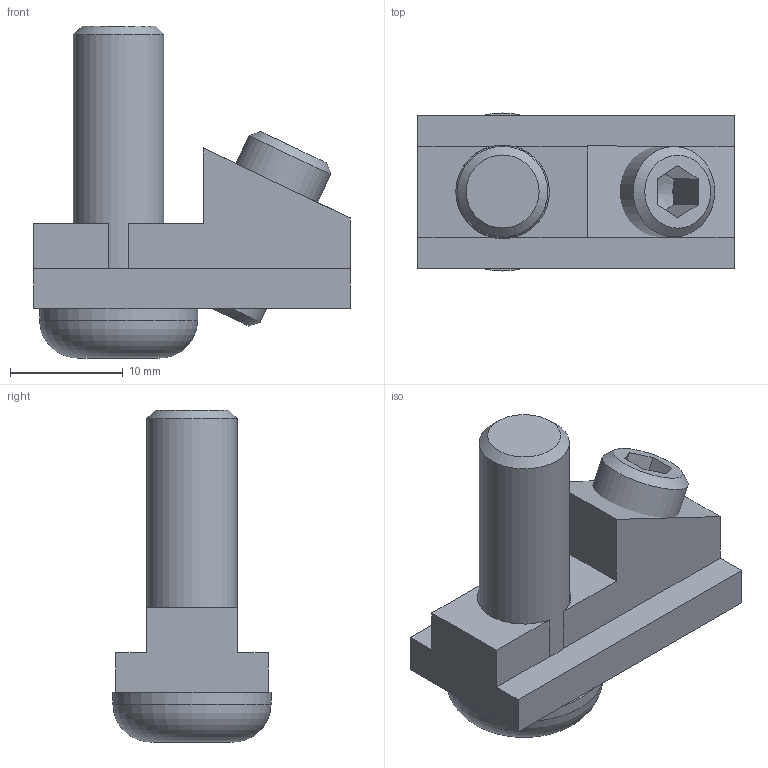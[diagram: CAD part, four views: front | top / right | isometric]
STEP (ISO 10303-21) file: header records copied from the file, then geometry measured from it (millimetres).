
FILE_DESCRIPTION(/* description */ (''),/* implementation_level */ '2;1');
FILE_NAME(/* name */ '214508.stp',/* time_stamp */ '2014-03-15T10:52:06+01:00',/* author */ ('jank'),/* organization */ ('Alutec K&K'),/* preprocessor_version */ 'ST-DEVELOPER v15.2',/* originating_system */ 'Autodesk Inventor 2014',/* authorisation */ '');
FILE_SCHEMA (('AUTOMOTIVE_DESIGN { 1 0 10303 214 3 1 1 }'));
Length unit declared in the file: millimetre
Products named in the file (1): 214508
Bounding box: 28 x 14 x 29.4 mm (x, y, z)
Volume: 4254.5 mm3; surface area: 3388.2 mm2
Topology: 3 solids, 3 shells, 44 faces, 108 edges, 70 vertices
Faces by surface type: plane 32, cylinder 5, cone 5, torus 2
Full cylindrical faces by diameter (mm): 6.647 x1, 8 x2, 8.3 x1, 14 x1
Entity records: 1215 total; most frequent: CARTESIAN_POINT 227, DIRECTION 188, ORIENTED_EDGE 184, EDGE_CURVE 92, VERTEX_POINT 66, AXIS2_PLACEMENT_3D 63, LINE 62, VECTOR 62
